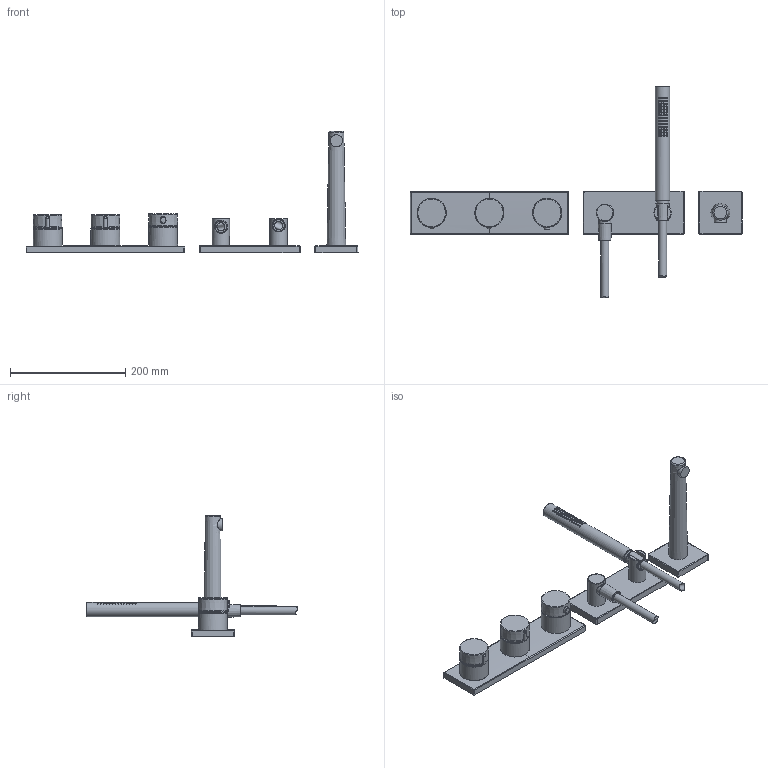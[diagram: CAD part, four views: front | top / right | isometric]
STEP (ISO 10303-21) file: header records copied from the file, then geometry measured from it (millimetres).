
FILE_DESCRIPTION (( 'STEP AP203' ), '1' );
FILE_NAME ('2279(2016)+44872000.STEP', '2017-03-09T05:46:04', ( '' ), ( '' ), 'SwSTEP 2.0', 'SolidWorks 2016', '' );
FILE_SCHEMA (( 'CONFIG_CONTROL_DESIGN' ));
Length unit declared in the file: millimetre
Products named in the file (1): 2279(2016)+44872000
Bounding box: 574.99 x 365.77 x 210.62 mm (x, y, z)
Volume: 1110271.5 mm3; surface area: 208898.5 mm2
Topology: 6 solids, 6 shells, 229 faces, 428 edges, 291 vertices
Faces by surface type: cylinder 100, plane 50, bspline 45, torus 15, cone 10, sphere 9
Full cylindrical faces by diameter (mm): 14 x2, 21 x3, 25 x1, 26 x1, 30 x2, 37.516 x3, 46 x2, 48.4 x1, 49 x2, 50 x3
Entity records: 12064 total; most frequent: CARTESIAN_POINT 8203, ORIENTED_EDGE 712, DIRECTION 622, EDGE_CURVE 356, EDGE_LOOP 354, AXIS2_PLACEMENT_3D 276, FACE_OUTER_BOUND 265, VERTEX_POINT 264
